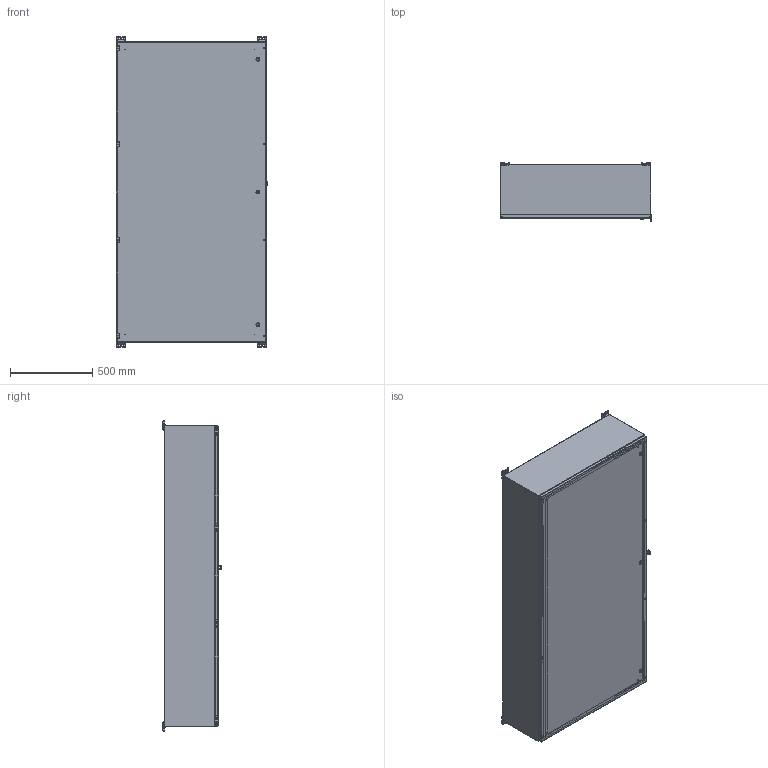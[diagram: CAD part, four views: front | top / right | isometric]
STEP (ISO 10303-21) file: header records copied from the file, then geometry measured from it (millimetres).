
FILE_DESCRIPTION( ( 'Unknown' ), '1' );
FILE_NAME( 'R723612_STEEL.stp', 'Unknown', ( 'Unknown' ), ( 'Unknown' ), 'PSStep 16.0.42', 'Unknown', ' ' );
FILE_SCHEMA( ( 'AUTOMOTIVE_DESIGN { 1 0 10303 214 1 1 1 1 }' ) );
Length unit declared in the file: millimetre
Products named in the file (54): LOCK AVEC TOURNEVIS TYPE 4-12 SANS CAME; HOSING-oa0; INSERT POUR TOURNEVIS-oa1; NOIX DE FIXATION-oa2; Oring-oa3; Oring-oa4; SEAL BLANC-oa5; STOPPER DESSOUS-oa6; VIS DE RETENUE DE LA CAME-oa7; 0.375 DIA; CAOUTCHOUC; METAL; PARTIE COUVERCLE; 10-32 x 0.500-oa8; NUT 10-32; PROVISION PORTE; PATTE-RD; PATTE R; FW_0.3750; 3-8-16 x .750; HN_0.3750; AHR-PARTIE-BOITIER; SEAL; AHR - PARTIE BOITIER; SET SCEW M6 x 1.000; NOIX M6; PATTE-R; PARTIE BOITIER; SEAL PROVISION; 10-32 x 0.500; PROVISION BOITIER-ALFA; A15KR; CAME R-MOD; AHR-PARTIE-PORTE; AHR - PARTIE PORTE LUG; AHR - TIGE; R7236_14GA_COUVERCLE; 10-32 x 0.750 AC_CD 201-008-776; ESPACEUR-RAIL; HN_no10 ...
Assembly tree (106 placements, depth 5):
  Assem1
    ARP7236_12GA
    R723612-L_16GA_BOITIER
      BUMPER R 0.250-20  x4
      0.375-16 x 0.750 AC_CKL 118-510-340  x8
      FW_0.3750  x8
      HN_0.3750  x8
      FW_0.2500  x4
      HN_0.2500  x4
      R723612B-L_16GA
      R72xx12-COTE_16GA
      Rxx3612H_16GA
      Rxx3612B_16GA
      AHR-PARTIE-BOITIER  x4
        SEAL
        AHR - PARTIE BOITIER
        SET SCEW M6 x 1.000
        NOIX M6
      PATTE-RD  x2
        PATTE R
        FW_0.3750
        3-8-16 x .750
        HN_0.3750
        0.375 DIA
          CAOUTCHOUC
          METAL
      PATTE-R  x2
        PATTE R
        FW_0.3750
        3-8-16 x .750
        HN_0.3750
        0.375 DIA
          CAOUTCHOUC
          METAL
      PARTIE BOITIER
        SEAL PROVISION
        NUT 10-32
        10-32 x 0.500
        PROVISION BOITIER-ALFA
    R7236_14GA_COUVERCLE
      10-32 x 0.750 AC_CD 201-008-776  x4
      ESPACEUR-RAIL  x2
      HN_no10  x2
      R7236C_14GA
      R7236_GASKET
      RAIL-V72
      AHR-PARTIE-PORTE  x4
        AHR - PARTIE PORTE LUG
        AHR - TIGE
      A15KR  x3
        CAME R-MOD
        LOCK AVEC TOURNEVIS TYPE 4-12 SANS CAME
          HOSING-oa0
          INSERT POUR TOURNEVIS-oa1
          NOIX DE FIXATION-oa2
          Oring-oa3
          Oring-oa4
          SEAL BLANC-oa5
          STOPPER DESSOUS-oa6
          VIS DE RETENUE DE LA CAME-oa7
Bounding box: 921.56 x 355.47 x 1886.36 mm (x, y, z)
Volume: 13732946 mm3; surface area: 14268134.7 mm2
Topology: 134 solids, 134 shells, 5252 faces, 12762 edges, 8124 vertices
Faces by surface type: plane 2880, cylinder 1018, bspline 442, extrusion 388, cone 262, torus 197, sphere 65
Full cylindrical faces by diameter (mm): 0.346 x6, 0.508 x4, 0.794 x8, 3.023 x14, 3.15 x2, 3.175 x14, 4.039 x4, 4.623 x2, 4.682 x68, 4.826 x11, 5.055 x1, 5.1 x4, 5.105 x1, 5.567 x2, 5.842 x4, 5.918 x8, 5.994 x4, 6 x4, 6.096 x6, 6.1 x12, 6.35 x8, 6.502 x4, 6.731 x8, 6.985 x3, 7.137 x6, 7.925 x2, 8.664 x2, 8.7 x4, 8.966 x8, 9 x4
Entity records: 164297 total; most frequent: CARTESIAN_POINT 72669, ORIENTED_EDGE 14400, DIRECTION 10817, EDGE_CURVE 7200, VERTEX_POINT 4880, EDGE_LOOP 3985, AXIS2_PLACEMENT_3D 3615, VECTOR 3587
